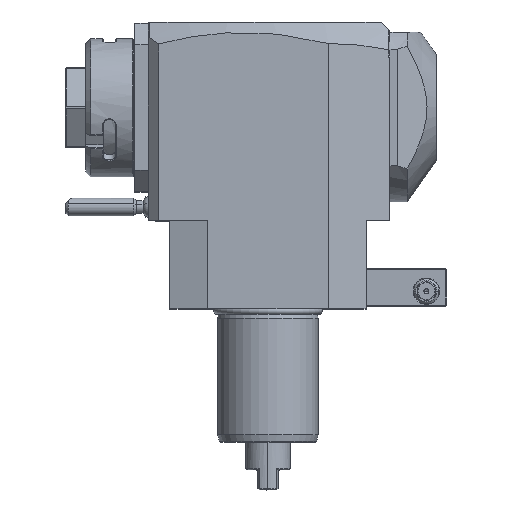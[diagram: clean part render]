
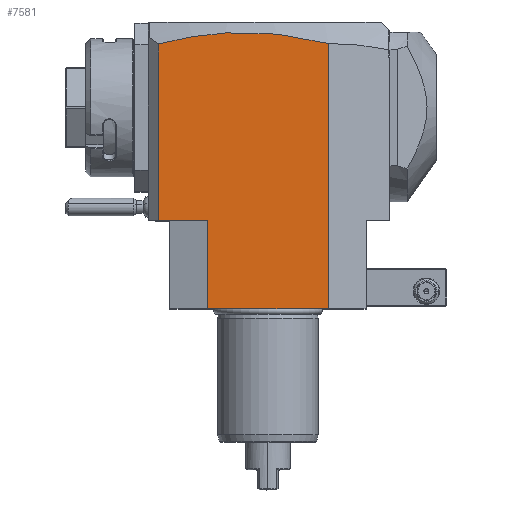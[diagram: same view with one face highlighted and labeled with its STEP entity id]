
A CAD part, top view. The second image highlights one B-rep face of the part: STEP entity #7581.
In plain terms, the highlighted planar face has unit normal (0, 0, 1).
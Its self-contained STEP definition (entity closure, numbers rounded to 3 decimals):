
#1=DIRECTION('',(-1.,0.,0.));
#2=VECTOR('',#1,48.);
#3=CARTESIAN_POINT('',(24.,0.,37.5));
#4=LINE('',#3,#2);
#43=DIRECTION('',(-1.,0.,0.));
#44=VECTOR('',#43,19.5);
#45=CARTESIAN_POINT('',(-24.,35.,37.5));
#46=LINE('',#45,#44);
#47=DIRECTION('',(0.,1.,0.));
#48=VECTOR('',#47,70.258);
#49=CARTESIAN_POINT('',(-43.5,35.,37.5));
#50=LINE('',#49,#48);
#51=CARTESIAN_POINT('',(24.,105.435,37.5));
#52=CARTESIAN_POINT('',(18.371,106.939,37.5));
#53=CARTESIAN_POINT('',(7.115,109.162,37.5));
#54=CARTESIAN_POINT('',(-9.762,110.233,37.5));
#55=CARTESIAN_POINT('',(-26.635,109.072,37.5));
#56=CARTESIAN_POINT('',(-37.879,106.791,37.5));
#57=CARTESIAN_POINT('',(-43.5,105.258,37.5));
#59=DIRECTION('',(0.,-1.,0.));
#60=VECTOR('',#59,105.435);
#61=CARTESIAN_POINT('',(24.,105.435,37.5));
#62=LINE('',#61,#60);
#5041=DIRECTION('',(0.,-1.,0.));
#5042=VECTOR('',#5041,35.);
#5043=CARTESIAN_POINT('',(-24.,35.,37.5));
#5044=LINE('',#5043,#5042);
#7018=VERTEX_POINT('',#51);
#7019=VERTEX_POINT('',#57);
#7345=CARTESIAN_POINT('',(-43.5,35.,37.5));
#7347=VERTEX_POINT('',#7345);
#7385=CARTESIAN_POINT('',(24.,0.,37.5));
#7386=CARTESIAN_POINT('',(-24.,0.,37.5));
#7387=VERTEX_POINT('',#7385);
#7388=VERTEX_POINT('',#7386);
#7523=CARTESIAN_POINT('',(-24.,35.,37.5));
#7524=VERTEX_POINT('',#7523);
#7563=CARTESIAN_POINT('',(-39.202,35.,37.5));
#7564=DIRECTION('',(0.,0.,1.));
#7565=DIRECTION('',(1.,0.,0.));
#7566=AXIS2_PLACEMENT_3D('',#7563,#7564,#7565);
#7567=PLANE('',#7566);
#7569=ORIENTED_EDGE('',*,*,#7568,.T.);
#7571=ORIENTED_EDGE('',*,*,#7570,.T.);
#7573=ORIENTED_EDGE('',*,*,#7572,.F.);
#7575=ORIENTED_EDGE('',*,*,#7574,.T.);
#7576=ORIENTED_EDGE('',*,*,#7532,.T.);
#7578=ORIENTED_EDGE('',*,*,#7577,.F.);
#7579=EDGE_LOOP('',(#7569,#7571,#7573,#7575,#7576,#7578));
#7580=FACE_OUTER_BOUND('',#7579,.F.);
#58=B_SPLINE_CURVE_WITH_KNOTS('',3,(#51,#52,#53,#54,#55,#56,#57),.UNSPECIFIED.,
.F.,.F.,(4,1,1,1,4),(0.,0.25,0.5,0.75,1.),.UNSPECIFIED.);
#7532=EDGE_CURVE('',#7387,#7388,#4,.T.);
#7568=EDGE_CURVE('',#7524,#7347,#46,.T.);
#7570=EDGE_CURVE('',#7347,#7019,#50,.T.);
#7572=EDGE_CURVE('',#7018,#7019,#58,.T.);
#7574=EDGE_CURVE('',#7018,#7387,#62,.T.);
#7577=EDGE_CURVE('',#7524,#7388,#5044,.T.);
#7581=ADVANCED_FACE('',(#7580),#7567,.T.);
